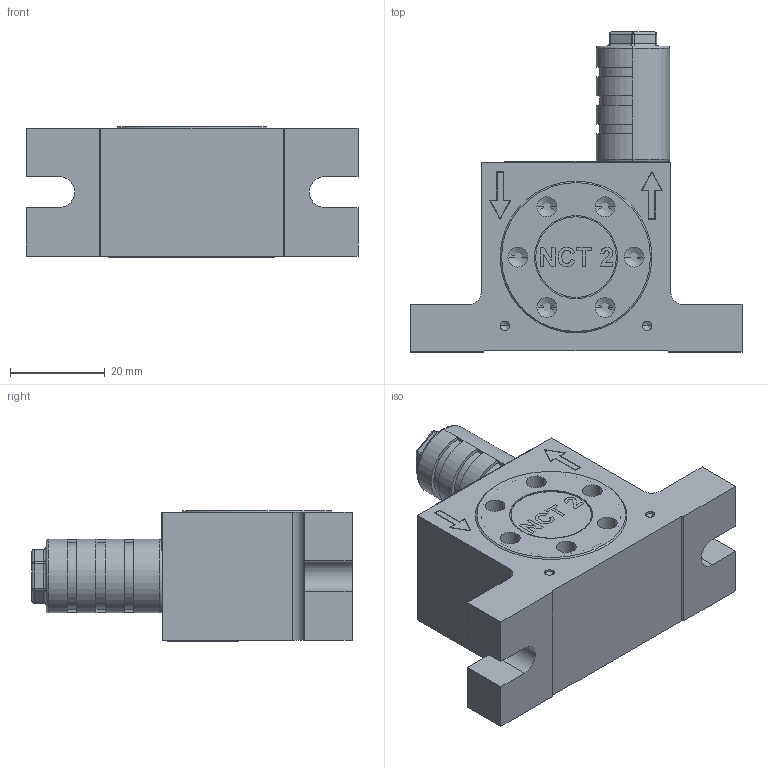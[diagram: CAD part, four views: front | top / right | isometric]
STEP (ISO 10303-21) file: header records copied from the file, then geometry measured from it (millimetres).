
FILE_DESCRIPTION (( 'STEP AP214' ), '1' );
FILE_NAME ('NCT 2 Turbinenvibrator #02702000.STEP', '2022-02-23T13:02:18', ( '' ), ( '' ), 'SwSTEP 2.0', 'SolidWorks 2015', '' );
FILE_SCHEMA (( 'AUTOMOTIVE_DESIGN' ));
Length unit declared in the file: millimetre
Products named in the file (1): NCT 2 Turbinenvibrator #02702000
Bounding box: 70 x 67.5 x 27.45 mm (x, y, z)
Volume: 55000.7 mm3; surface area: 17710.2 mm2
Topology: 6 solids, 6 shells, 388 faces, 1626 edges, 1360 vertices
Faces by surface type: plane 242, cylinder 79, cone 28, torus 19, bspline 12, sphere 8
Entity records: 23587 total; most frequent: CARTESIAN_POINT 9705, ORIENTED_EDGE 3204, DIRECTION 2083, EDGE_CURVE 1602, VERTEX_POINT 1360, VECTOR 901, LINE 901, AXIS2_PLACEMENT_3D 591
